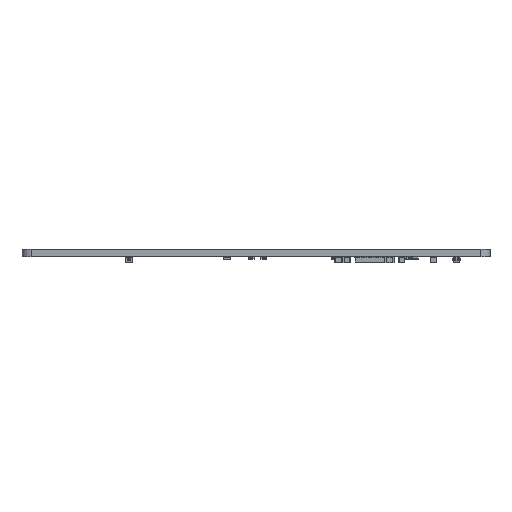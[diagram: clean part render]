
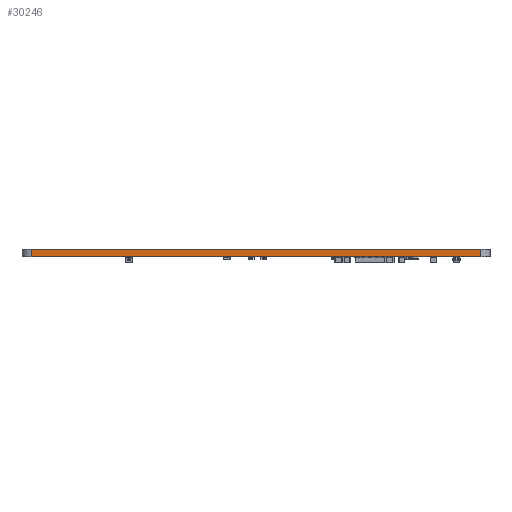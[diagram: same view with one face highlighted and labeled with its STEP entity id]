
A CAD part, front view. The second image highlights one B-rep face of the part: STEP entity #30246.
In plain terms, the highlighted planar face has unit normal (0, -1, 0).
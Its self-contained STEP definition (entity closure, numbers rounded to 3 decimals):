
#30246 = ADVANCED_FACE('',(#30247),#30261,.T.);
#30247 = FACE_BOUND('',#30248,.T.);
#30248 = EDGE_LOOP('',(#30249,#30284,#30312,#30340));
#30249 = ORIENTED_EDGE('',*,*,#30250,.T.);
#30250 = EDGE_CURVE('',#30251,#30253,#30255,.T.);
#30251 = VERTEX_POINT('',#30252);
#30252 = CARTESIAN_POINT('',(188.635,-157.711,0.));
#30253 = VERTEX_POINT('',#30254);
#30254 = CARTESIAN_POINT('',(188.635,-157.711,1.6));
#30255 = SURFACE_CURVE('',#30256,(#30260,#30272),.PCURVE_S1.);
#30256 = LINE('',#30257,#30258);
#30257 = CARTESIAN_POINT('',(188.635,-157.711,0.));
#30258 = VECTOR('',#30259,1.);
#30259 = DIRECTION('',(0.,0.,1.));
#30260 = PCURVE('',#30261,#30266);
#30261 = PLANE('',#30262);
#30262 = AXIS2_PLACEMENT_3D('',#30263,#30264,#30265);
#30263 = CARTESIAN_POINT('',(188.635,-157.711,0.));
#30264 = DIRECTION('',(0.,-1.,0.));
#30265 = DIRECTION('',(-1.,0.,0.));
#30266 = DEFINITIONAL_REPRESENTATION('',(#30267),#30271);
#30267 = LINE('',#30268,#30269);
#30268 = CARTESIAN_POINT('',(0.,0.));
#30269 = VECTOR('',#30270,1.);
#30270 = DIRECTION('',(0.,-1.));
#30271 = ( GEOMETRIC_REPRESENTATION_CONTEXT(2) 
PARAMETRIC_REPRESENTATION_CONTEXT() REPRESENTATION_CONTEXT('2D SPACE',''
  ) );
#30272 = PCURVE('',#30273,#30278);
#30273 = CYLINDRICAL_SURFACE('',#30274,2.);
#30274 = AXIS2_PLACEMENT_3D('',#30275,#30276,#30277);
#30275 = CARTESIAN_POINT('',(188.635,-155.712,0.));
#30276 = DIRECTION('',(-0.,-0.,-1.));
#30277 = DIRECTION('',(1.,0.,-0.));
#30278 = DEFINITIONAL_REPRESENTATION('',(#30279),#30283);
#30279 = LINE('',#30280,#30281);
#30280 = CARTESIAN_POINT('',(-4.712,0.));
#30281 = VECTOR('',#30282,1.);
#30282 = DIRECTION('',(-0.,-1.));
#30283 = ( GEOMETRIC_REPRESENTATION_CONTEXT(2) 
PARAMETRIC_REPRESENTATION_CONTEXT() REPRESENTATION_CONTEXT('2D SPACE',''
  ) );
#30284 = ORIENTED_EDGE('',*,*,#30285,.T.);
#30285 = EDGE_CURVE('',#30253,#30286,#30288,.T.);
#30286 = VERTEX_POINT('',#30287);
#30287 = CARTESIAN_POINT('',(92.635,-157.712,1.6));
#30288 = SURFACE_CURVE('',#30289,(#30293,#30300),.PCURVE_S1.);
#30289 = LINE('',#30290,#30291);
#30290 = CARTESIAN_POINT('',(188.635,-157.711,1.6));
#30291 = VECTOR('',#30292,1.);
#30292 = DIRECTION('',(-1.,0.,0.));
#30293 = PCURVE('',#30261,#30294);
#30294 = DEFINITIONAL_REPRESENTATION('',(#30295),#30299);
#30295 = LINE('',#30296,#30297);
#30296 = CARTESIAN_POINT('',(0.,-1.6));
#30297 = VECTOR('',#30298,1.);
#30298 = DIRECTION('',(1.,0.));
#30299 = ( GEOMETRIC_REPRESENTATION_CONTEXT(2) 
PARAMETRIC_REPRESENTATION_CONTEXT() REPRESENTATION_CONTEXT('2D SPACE',''
  ) );
#30300 = PCURVE('',#30301,#30306);
#30301 = PLANE('',#30302);
#30302 = AXIS2_PLACEMENT_3D('',#30303,#30304,#30305);
#30303 = CARTESIAN_POINT('',(140.635,-98.712,1.6));
#30304 = DIRECTION('',(-0.,-0.,-1.));
#30305 = DIRECTION('',(-1.,0.,0.));
#30306 = DEFINITIONAL_REPRESENTATION('',(#30307),#30311);
#30307 = LINE('',#30308,#30309);
#30308 = CARTESIAN_POINT('',(-48.,-59.));
#30309 = VECTOR('',#30310,1.);
#30310 = DIRECTION('',(1.,0.));
#30311 = ( GEOMETRIC_REPRESENTATION_CONTEXT(2) 
PARAMETRIC_REPRESENTATION_CONTEXT() REPRESENTATION_CONTEXT('2D SPACE',''
  ) );
#30312 = ORIENTED_EDGE('',*,*,#30313,.F.);
#30313 = EDGE_CURVE('',#30314,#30286,#30316,.T.);
#30314 = VERTEX_POINT('',#30315);
#30315 = CARTESIAN_POINT('',(92.635,-157.712,0.));
#30316 = SURFACE_CURVE('',#30317,(#30321,#30328),.PCURVE_S1.);
#30317 = LINE('',#30318,#30319);
#30318 = CARTESIAN_POINT('',(92.635,-157.712,0.));
#30319 = VECTOR('',#30320,1.);
#30320 = DIRECTION('',(0.,0.,1.));
#30321 = PCURVE('',#30261,#30322);
#30322 = DEFINITIONAL_REPRESENTATION('',(#30323),#30327);
#30323 = LINE('',#30324,#30325);
#30324 = CARTESIAN_POINT('',(96.,0.));
#30325 = VECTOR('',#30326,1.);
#30326 = DIRECTION('',(0.,-1.));
#30327 = ( GEOMETRIC_REPRESENTATION_CONTEXT(2) 
PARAMETRIC_REPRESENTATION_CONTEXT() REPRESENTATION_CONTEXT('2D SPACE',''
  ) );
#30328 = PCURVE('',#30329,#30334);
#30329 = CYLINDRICAL_SURFACE('',#30330,2.);
#30330 = AXIS2_PLACEMENT_3D('',#30331,#30332,#30333);
#30331 = CARTESIAN_POINT('',(92.634,-155.712,0.));
#30332 = DIRECTION('',(-0.,-0.,-1.));
#30333 = DIRECTION('',(1.,0.,-0.));
#30334 = DEFINITIONAL_REPRESENTATION('',(#30335),#30339);
#30335 = LINE('',#30336,#30337);
#30336 = CARTESIAN_POINT('',(-4.713,0.));
#30337 = VECTOR('',#30338,1.);
#30338 = DIRECTION('',(-0.,-1.));
#30339 = ( GEOMETRIC_REPRESENTATION_CONTEXT(2) 
PARAMETRIC_REPRESENTATION_CONTEXT() REPRESENTATION_CONTEXT('2D SPACE',''
  ) );
#30340 = ORIENTED_EDGE('',*,*,#30341,.F.);
#30341 = EDGE_CURVE('',#30251,#30314,#30342,.T.);
#30342 = SURFACE_CURVE('',#30343,(#30347,#30354),.PCURVE_S1.);
#30343 = LINE('',#30344,#30345);
#30344 = CARTESIAN_POINT('',(188.635,-157.711,0.));
#30345 = VECTOR('',#30346,1.);
#30346 = DIRECTION('',(-1.,0.,0.));
#30347 = PCURVE('',#30261,#30348);
#30348 = DEFINITIONAL_REPRESENTATION('',(#30349),#30353);
#30349 = LINE('',#30350,#30351);
#30350 = CARTESIAN_POINT('',(0.,0.));
#30351 = VECTOR('',#30352,1.);
#30352 = DIRECTION('',(1.,0.));
#30353 = ( GEOMETRIC_REPRESENTATION_CONTEXT(2) 
PARAMETRIC_REPRESENTATION_CONTEXT() REPRESENTATION_CONTEXT('2D SPACE',''
  ) );
#30354 = PCURVE('',#30355,#30360);
#30355 = PLANE('',#30356);
#30356 = AXIS2_PLACEMENT_3D('',#30357,#30358,#30359);
#30357 = CARTESIAN_POINT('',(140.635,-98.712,0.));
#30358 = DIRECTION('',(-0.,-0.,-1.));
#30359 = DIRECTION('',(-1.,0.,0.));
#30360 = DEFINITIONAL_REPRESENTATION('',(#30361),#30365);
#30361 = LINE('',#30362,#30363);
#30362 = CARTESIAN_POINT('',(-48.,-59.));
#30363 = VECTOR('',#30364,1.);
#30364 = DIRECTION('',(1.,0.));
#30365 = ( GEOMETRIC_REPRESENTATION_CONTEXT(2) 
PARAMETRIC_REPRESENTATION_CONTEXT() REPRESENTATION_CONTEXT('2D SPACE',''
  ) );
